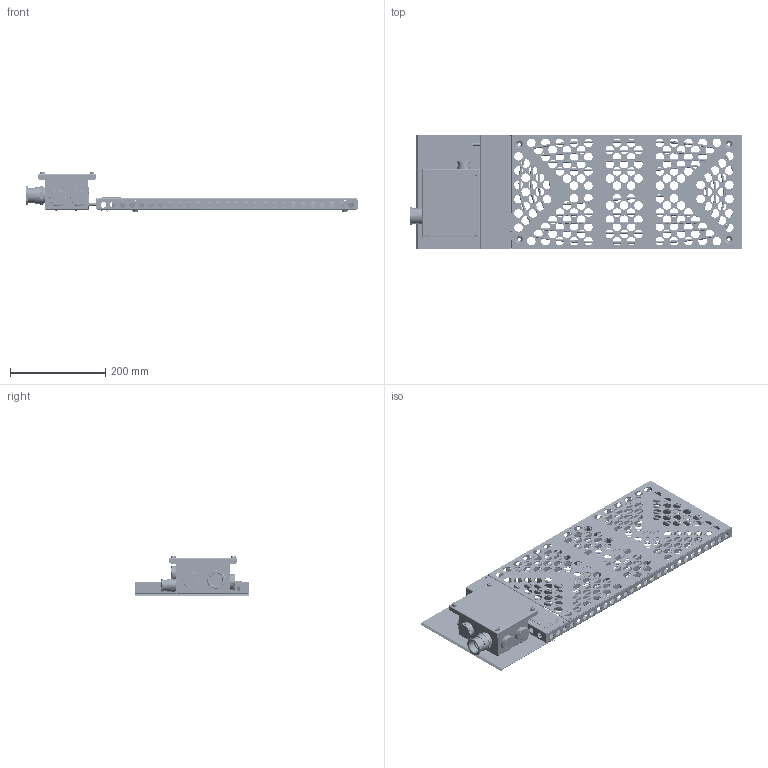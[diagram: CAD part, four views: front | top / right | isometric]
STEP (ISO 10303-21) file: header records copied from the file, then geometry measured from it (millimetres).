
FILE_DESCRIPTION (( 'STEP AP203' ), '1' );
FILE_NAME ('920A107214.STEP', '2017-03-03T11:06:44', ( '' ), ( '' ), 'SwSTEP 2.0', 'SolidWorks 2016', '' );
FILE_SCHEMA (( 'CONFIG_CONTROL_DESIGN' ));
Products named in the file (1): 920A107214
Bounding box: 697.5 x 240.03 x 85 mm (x, y, z)
Surface area: 1015323.9 mm2 (no closed solid volume)
Topology: 0 solids, 82 shells, 5604 faces, 15148 edges, 9798 vertices
Faces by surface type: plane 2701, cylinder 2190, bspline 321, cone 254, torus 122, sphere 16
Entity records: 195459 total; most frequent: CARTESIAN_POINT 53743, ORIENTED_EDGE 30126, DIRECTION 28087, EDGE_CURVE 15144, VERTEX_POINT 9798, AXIS2_PLACEMENT_3D 9638, LINE 8811, VECTOR 8811
